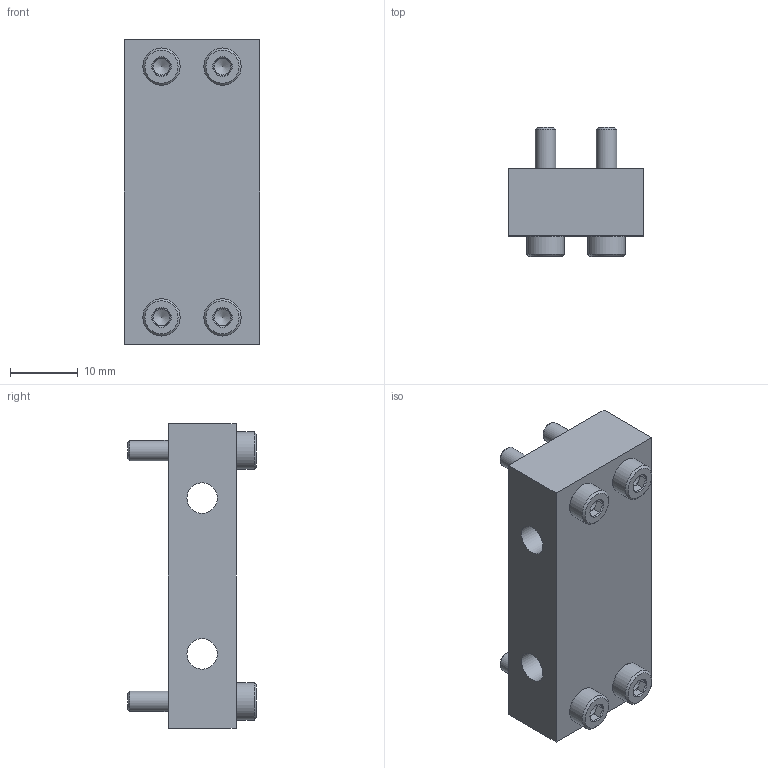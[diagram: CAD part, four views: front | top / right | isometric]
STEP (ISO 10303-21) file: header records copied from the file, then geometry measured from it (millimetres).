
FILE_DESCRIPTION(/* description */ ('STEP AP214'),/* implementation_level */ '2;1');
FILE_NAME(/* name */ '152512_HBEV-10_30',/* time_stamp */ '2024-08-29T01:46:44+02:00',/* author */ ('License CC BY-ND 4.0'),/* organization */ ('CADENAS'),/* preprocessor_version */ 'ST-DEVELOPER v19.3',/* originating_system */ 'PARTsolutions',/* authorisation */ ' ');
FILE_SCHEMA (('AUTOMOTIVE_DESIGN {1 0 10303 214 3 1 1}'));
Length unit declared in the file: millimetre
Products named in the file (3): 152512 HBEV-10/30; 337530 HBEV-10/30---(P1); DIN-912 - M3x16(F)
Assembly tree (5 placements, depth 2):
  152512 HBEV-10/30
    337530 HBEV-10/30---(P1)
    DIN-912 - M3x16(F)  x4
Bounding box: 20 x 19 x 45 mm (x, y, z)
Volume: 8555.2 mm3; surface area: 4986.7 mm2
Topology: 5 solids, 5 shells, 136 faces, 264 edges, 144 vertices
Faces by surface type: plane 68, cone 52, cylinder 16
Full cylindrical faces by diameter (mm): 2.459 x4, 3 x4, 4.5 x2, 5.5 x4, 8 x2
Entity records: 1339 total; most frequent: DIRECTION 234, CARTESIAN_POINT 221, ORIENTED_EDGE 160, AXIS2_PLACEMENT_3D 102, FACE_BOUND 91, EDGE_LOOP 90, EDGE_CURVE 80, VERTEX_POINT 59
